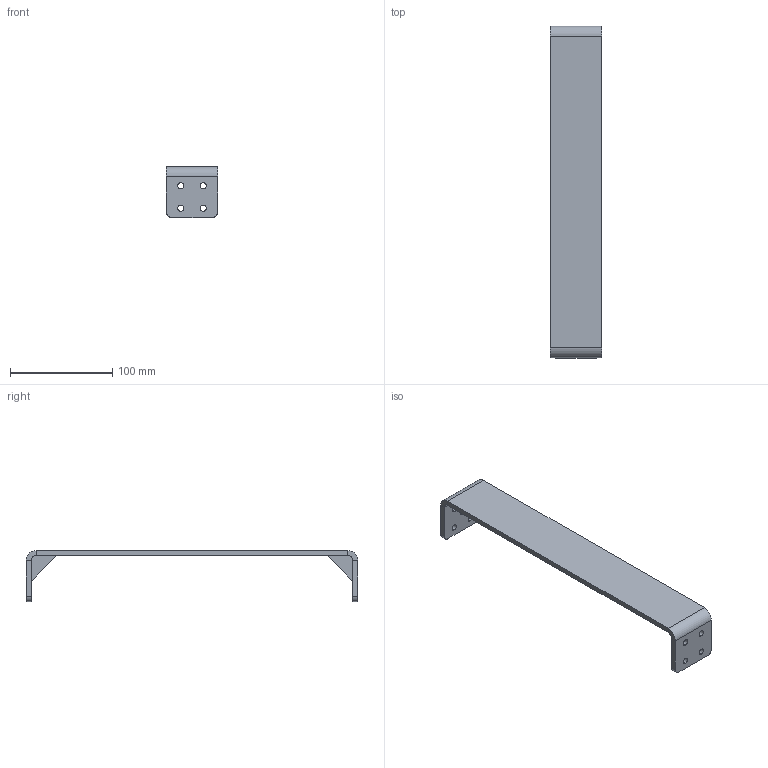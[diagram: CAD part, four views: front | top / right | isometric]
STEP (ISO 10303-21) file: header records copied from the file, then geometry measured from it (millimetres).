
FILE_DESCRIPTION (( 'STEP AP203' ), '1' );
FILE_NAME ('Supporting structure-Vertical-Above Exide battery.STEP', '2020-06-27T07:07:28', ( '' ), ( '' ), 'SwSTEP 2.0', 'SolidWorks 2017', '' );
FILE_SCHEMA (( 'CONFIG_CONTROL_DESIGN' ));
Length unit declared in the file: millimetre
Products named in the file (1): Supporting structure-Vertical-Above Exide battery
Bounding box: 50 x 325 x 50 mm (x, y, z)
Volume: 103973.6 mm3; surface area: 46761.1 mm2
Topology: 1 solids, 1 shells, 50 faces, 128 edges, 80 vertices
Faces by surface type: cylinder 26, plane 24
Entity records: 1625 total; most frequent: DIRECTION 282, CARTESIAN_POINT 259, ORIENTED_EDGE 256, EDGE_CURVE 128, AXIS2_PLACEMENT_3D 103, VERTEX_POINT 80, VECTOR 76, LINE 76
